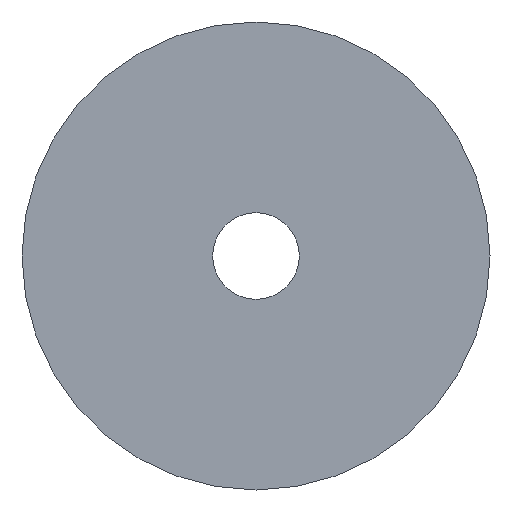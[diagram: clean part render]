
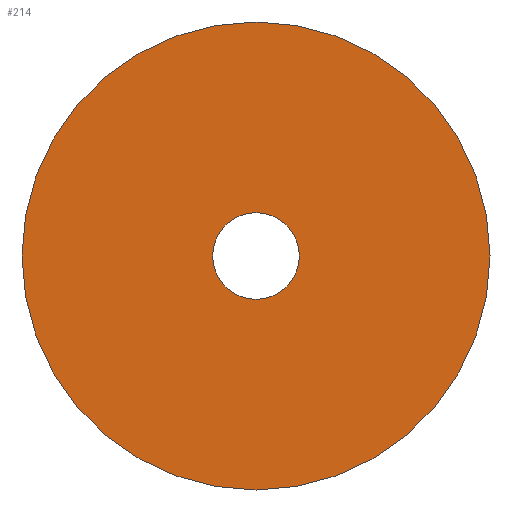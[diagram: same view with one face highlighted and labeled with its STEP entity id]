
A CAD part, left-side view. The second image highlights one B-rep face of the part: STEP entity #214.
In plain terms, the highlighted planar face has unit normal (-1, 0, 0).
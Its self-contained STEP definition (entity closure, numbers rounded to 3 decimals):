
#40=CARTESIAN_POINT('Vertex',(0.,243.,0.)) ;
#45=CARTESIAN_POINT('Axis2P3D Location',(0.,0.,0.)) ;
#49=CARTESIAN_POINT('Vertex',(0.,-243.,0.)) ;
#71=CARTESIAN_POINT('Axis2P3D Location',(0.,0.,0.)) ;
#187=CARTESIAN_POINT('Axis2P3D Location',(0.,0.,0.)) ;
#196=CARTESIAN_POINT('Axis2P3D Location',(0.,0.,0.)) ;
#200=CARTESIAN_POINT('Vertex',(0.,-45.,0.)) ;
#202=CARTESIAN_POINT('Vertex',(0.,45.,0.)) ;
#205=CARTESIAN_POINT('Axis2P3D Location',(0.,0.,0.)) ;
#46=DIRECTION('Axis2P3D Direction',(1.,0.,0.)) ;
#72=DIRECTION('Axis2P3D Direction',(1.,0.,0.)) ;
#188=DIRECTION('Axis2P3D Direction',(1.,0.,0.)) ;
#189=DIRECTION('Axis2P3D XDirection',(0.,1.,0.)) ;
#197=DIRECTION('Axis2P3D Direction',(1.,0.,0.)) ;
#206=DIRECTION('Axis2P3D Direction',(1.,0.,0.)) ;
#47=AXIS2_PLACEMENT_3D('Circle Axis2P3D',#45,#46,$) ;
#73=AXIS2_PLACEMENT_3D('Circle Axis2P3D',#71,#72,$) ;
#190=AXIS2_PLACEMENT_3D('Plane Axis2P3D',#187,#188,#189) ;
#198=AXIS2_PLACEMENT_3D('Circle Axis2P3D',#196,#197,$) ;
#207=AXIS2_PLACEMENT_3D('Circle Axis2P3D',#205,#206,$) ;
#48=CIRCLE('generated circle',#47,243.) ;
#74=CIRCLE('generated circle',#73,243.) ;
#199=CIRCLE('generated circle',#198,45.) ;
#208=CIRCLE('generated circle',#207,45.) ;
#191=PLANE('',#190) ;
#213=FACE_BOUND('',#210,.T.) ;
#51=EDGE_CURVE('',#41,#50,#48,.T.) ;
#75=EDGE_CURVE('',#50,#41,#74,.T.) ;
#204=EDGE_CURVE('',#201,#203,#199,.T.) ;
#209=EDGE_CURVE('',#203,#201,#208,.T.) ;
#192=EDGE_LOOP('',(#193,#194)) ;
#210=EDGE_LOOP('',(#211,#212)) ;
#193=ORIENTED_EDGE('',*,*,#75,.F.) ;
#194=ORIENTED_EDGE('',*,*,#51,.F.) ;
#211=ORIENTED_EDGE('',*,*,#204,.T.) ;
#212=ORIENTED_EDGE('',*,*,#209,.T.) ;
#41=VERTEX_POINT('',#40) ;
#50=VERTEX_POINT('',#49) ;
#201=VERTEX_POINT('',#200) ;
#203=VERTEX_POINT('',#202) ;
#214=ADVANCED_FACE('PartBody',(#195,#213),#191,.F.) ;
#195=FACE_OUTER_BOUND('',#192,.T.) ;
